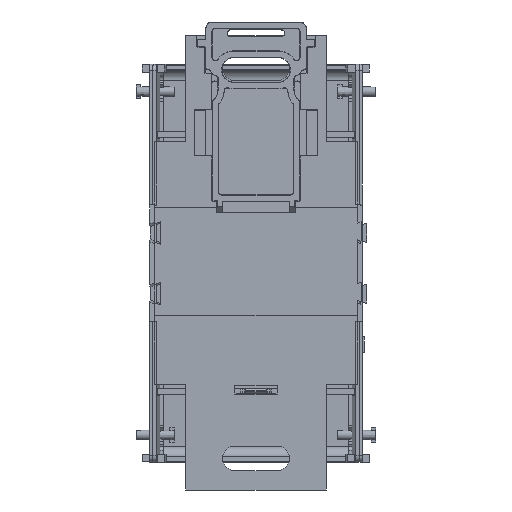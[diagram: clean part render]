
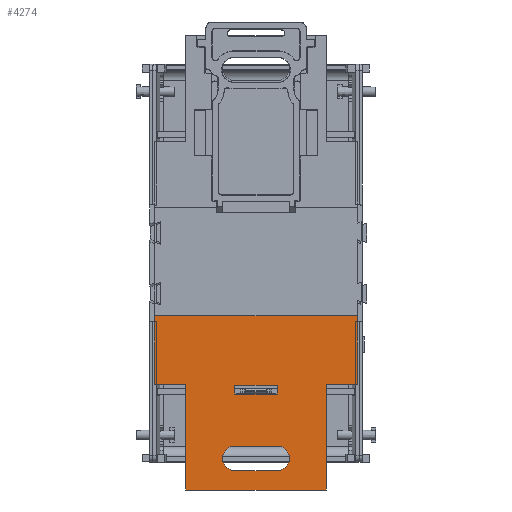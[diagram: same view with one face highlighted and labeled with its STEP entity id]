
A CAD part, front view. The second image highlights one B-rep face of the part: STEP entity #4274.
In plain terms, the highlighted planar face has unit normal (0, -1, 0).
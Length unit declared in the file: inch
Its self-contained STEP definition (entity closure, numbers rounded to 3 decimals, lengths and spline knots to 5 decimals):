
#487 = VECTOR ( 'NONE', #10076, 39.37008 ) ;
#858 = VECTOR ( 'NONE', #21753, 39.37008 ) ;
#865 = CARTESIAN_POINT ( 'NONE',  ( -0.26378, -0.60039, -2.25984 ) ) ;
#957 = VECTOR ( 'NONE', #6780, 39.37008 ) ;
#1202 = VECTOR ( 'NONE', #7764, 39.37008 ) ;
#1553 = ORIENTED_EDGE ( 'NONE', *, *, #21551, .F. ) ;
#1612 = DIRECTION ( 'NONE',  ( 0., 0., 1. ) ) ;
#1756 = CARTESIAN_POINT ( 'NONE',  ( -0.26378, -0.60039, -0.64961 ) ) ;
#1941 = VECTOR ( 'NONE', #5344, 39.37008 ) ;
#2155 = EDGE_CURVE ( 'NONE', #2869, #5037, #7772, .T. ) ;
#2198 = CARTESIAN_POINT ( 'NONE',  ( 1.25, -0.60039, -1.50649 ) ) ;
#2346 = ORIENTED_EDGE ( 'NONE', *, *, #24625, .F. ) ;
#2579 = VERTEX_POINT ( 'NONE', #865 ) ;
#2618 = VECTOR ( 'NONE', #26978, 39.37008 ) ;
#2869 = VERTEX_POINT ( 'NONE', #15406 ) ;
#3056 = LINE ( 'NONE', #1756, #2618 ) ;
#4111 = ORIENTED_EDGE ( 'NONE', *, *, #16078, .F. ) ;
#4114 = VERTEX_POINT ( 'NONE', #16766 ) ;
#4274 = ADVANCED_FACE ( 'NONE', ( #25354, #14698, #6357 ), #8840, .F. ) ;
#5037 = VERTEX_POINT ( 'NONE', #14625 ) ;
#5200 = EDGE_CURVE ( 'NONE', #15390, #20890, #20130, .T. ) ;
#5287 = VECTOR ( 'NONE', #27148, 39.37008 ) ;
#5344 = DIRECTION ( 'NONE',  ( 0., 0., -1. ) ) ;
#5385 = EDGE_CURVE ( 'NONE', #13706, #11576, #3056, .T. ) ;
#5798 = EDGE_CURVE ( 'NONE', #20890, #13116, #24871, .T. ) ;
#5956 = CARTESIAN_POINT ( 'NONE',  ( 0.86614, -0.60039, -1.5 ) ) ;
#6164 = LINE ( 'NONE', #22804, #25107 ) ;
#6214 = AXIS2_PLACEMENT_3D ( 'NONE', #20191, #24894, #1612 ) ;
#6357 = FACE_BOUND ( 'NONE', #19702, .T. ) ;
#6425 = EDGE_CURVE ( 'NONE', #19547, #13706, #21191, .T. ) ;
#6650 = EDGE_CURVE ( 'NONE', #2579, #26542, #11974, .T. ) ;
#6772 = DIRECTION ( 'NONE',  ( 0., 1., 0. ) ) ;
#6780 = DIRECTION ( 'NONE',  ( 0., 0., 1. ) ) ;
#7082 = VECTOR ( 'NONE', #26441, 39.37008 ) ;
#7422 = AXIS2_PLACEMENT_3D ( 'NONE', #14830, #6772, #12476 ) ;
#7764 = DIRECTION ( 'NONE',  ( 0., 0., 1. ) ) ;
#7772 = CIRCLE ( 'NONE', #27258, 0.14961 ) ;
#8297 = ORIENTED_EDGE ( 'NONE', *, *, #6425, .F. ) ;
#8367 = CARTESIAN_POINT ( 'NONE',  ( -0.86614, -0.60039, -1.5 ) ) ;
#8483 = ORIENTED_EDGE ( 'NONE', *, *, #26262, .F. ) ;
#8840 = PLANE ( 'NONE',  #7422 ) ;
#9204 = CARTESIAN_POINT ( 'NONE',  ( -1.25, -0.60039, -1.5 ) ) ;
#9520 = CARTESIAN_POINT ( 'NONE',  ( 1.25, -0.60039, -1.61673 ) ) ;
#9565 = ORIENTED_EDGE ( 'NONE', *, *, #17365, .F. ) ;
#10063 = EDGE_CURVE ( 'NONE', #5037, #2579, #13518, .T. ) ;
#10076 = DIRECTION ( 'NONE',  ( 1., 0., 0. ) ) ;
#10460 = CARTESIAN_POINT ( 'NONE',  ( 0.26378, -0.60039, -1.50649 ) ) ;
#10761 = DIRECTION ( 'NONE',  ( -1., 0., 0. ) ) ;
#11177 = DIRECTION ( 'NONE',  ( 0., -1., 0. ) ) ;
#11501 = CARTESIAN_POINT ( 'NONE',  ( -1.25, -0.60039, -0.64961 ) ) ;
#11552 = DIRECTION ( 'NONE',  ( 0., 0., -1. ) ) ;
#11567 = ORIENTED_EDGE ( 'NONE', *, *, #15670, .F. ) ;
#11576 = VERTEX_POINT ( 'NONE', #15207 ) ;
#11604 = DIRECTION ( 'NONE',  ( 1., 0., 0. ) ) ;
#11974 = CIRCLE ( 'NONE', #6214, 0.14961 ) ;
#12039 = LINE ( 'NONE', #16190, #7082 ) ;
#12088 = LINE ( 'NONE', #26767, #1202 ) ;
#12476 = DIRECTION ( 'NONE',  ( 0., 0., 1. ) ) ;
#12634 = EDGE_CURVE ( 'NONE', #13116, #21773, #26280, .T. ) ;
#12985 = DIRECTION ( 'NONE',  ( 0., 0., 1. ) ) ;
#13116 = VERTEX_POINT ( 'NONE', #5956 ) ;
#13518 = LINE ( 'NONE', #13911, #19988 ) ;
#13701 = VECTOR ( 'NONE', #24453, 39.37008 ) ;
#13706 = VERTEX_POINT ( 'NONE', #19923 ) ;
#13911 = CARTESIAN_POINT ( 'NONE',  ( 1.25, -0.60039, -2.25984 ) ) ;
#13914 = ORIENTED_EDGE ( 'NONE', *, *, #5385, .F. ) ;
#14361 = CARTESIAN_POINT ( 'NONE',  ( 0.86614, -0.60039, -2.79921 ) ) ;
#14526 = EDGE_LOOP ( 'NONE', ( #11567, #2346, #15410, #27250, #16007, #4111, #1553, #24427 ) ) ;
#14625 = CARTESIAN_POINT ( 'NONE',  ( 0.26378, -0.60039, -2.25984 ) ) ;
#14698 = FACE_BOUND ( 'NONE', #24666, .T. ) ;
#14830 = CARTESIAN_POINT ( 'NONE',  ( 1.25, -0.60039, -0.64961 ) ) ;
#14926 = EDGE_CURVE ( 'NONE', #22628, #17641, #25721, .T. ) ;
#14929 = CARTESIAN_POINT ( 'NONE',  ( 1.25, -0.60039, -1.5 ) ) ;
#14933 = ORIENTED_EDGE ( 'NONE', *, *, #10063, .F. ) ;
#15207 = CARTESIAN_POINT ( 'NONE',  ( -0.26378, -0.60039, -1.61673 ) ) ;
#15390 = VERTEX_POINT ( 'NONE', #19049 ) ;
#15406 = CARTESIAN_POINT ( 'NONE',  ( 0.26378, -0.60039, -2.55906 ) ) ;
#15410 = ORIENTED_EDGE ( 'NONE', *, *, #12634, .F. ) ;
#15479 = VERTEX_POINT ( 'NONE', #17918 ) ;
#15670 = EDGE_CURVE ( 'NONE', #15479, #22628, #12088, .T. ) ;
#15760 = LINE ( 'NONE', #22125, #25510 ) ;
#15785 = LINE ( 'NONE', #19538, #957 ) ;
#16007 = ORIENTED_EDGE ( 'NONE', *, *, #5200, .F. ) ;
#16078 = EDGE_CURVE ( 'NONE', #27195, #15390, #15760, .T. ) ;
#16190 = CARTESIAN_POINT ( 'NONE',  ( 1.25, -0.60039, -2.79921 ) ) ;
#16642 = VECTOR ( 'NONE', #10761, 39.37008 ) ;
#16766 = CARTESIAN_POINT ( 'NONE',  ( 0.26378, -0.60039, -1.61673 ) ) ;
#17365 = EDGE_CURVE ( 'NONE', #26542, #2869, #6164, .T. ) ;
#17641 = VERTEX_POINT ( 'NONE', #9204 ) ;
#17660 = ORIENTED_EDGE ( 'NONE', *, *, #6650, .F. ) ;
#17918 = CARTESIAN_POINT ( 'NONE',  ( -0.86614, -0.60039, -2.79921 ) ) ;
#18400 = LINE ( 'NONE', #9520, #487 ) ;
#18506 = CARTESIAN_POINT ( 'NONE',  ( 1.25, -0.60039, -1.5 ) ) ;
#18909 = ORIENTED_EDGE ( 'NONE', *, *, #2155, .F. ) ;
#19049 = CARTESIAN_POINT ( 'NONE',  ( 1.25, -0.60039, -0.64961 ) ) ;
#19308 = CARTESIAN_POINT ( 'NONE',  ( -1.25, -0.60039, -0.64961 ) ) ;
#19538 = CARTESIAN_POINT ( 'NONE',  ( 0.26378, -0.60039, -0.64961 ) ) ;
#19547 = VERTEX_POINT ( 'NONE', #10460 ) ;
#19702 = EDGE_LOOP ( 'NONE', ( #17660, #14933, #18909, #9565 ) ) ;
#19923 = CARTESIAN_POINT ( 'NONE',  ( -0.26378, -0.60039, -1.50649 ) ) ;
#19988 = VECTOR ( 'NONE', #24438, 39.37008 ) ;
#20130 = LINE ( 'NONE', #24276, #26072 ) ;
#20191 = CARTESIAN_POINT ( 'NONE',  ( -0.26378, -0.60039, -2.40945 ) ) ;
#20890 = VERTEX_POINT ( 'NONE', #22253 ) ;
#21191 = LINE ( 'NONE', #2198, #5287 ) ;
#21430 = ORIENTED_EDGE ( 'NONE', *, *, #25312, .F. ) ;
#21551 = EDGE_CURVE ( 'NONE', #17641, #27195, #21620, .T. ) ;
#21620 = LINE ( 'NONE', #11501, #858 ) ;
#21718 = CARTESIAN_POINT ( 'NONE',  ( 0.86614, -0.60039, -0.64961 ) ) ;
#21753 = DIRECTION ( 'NONE',  ( 0., 0., 1. ) ) ;
#21773 = VERTEX_POINT ( 'NONE', #14361 ) ;
#22125 = CARTESIAN_POINT ( 'NONE',  ( 1.25, -0.60039, -0.64961 ) ) ;
#22253 = CARTESIAN_POINT ( 'NONE',  ( 1.25, -0.60039, -1.5 ) ) ;
#22525 = DIRECTION ( 'NONE',  ( 1., 0., 0. ) ) ;
#22628 = VERTEX_POINT ( 'NONE', #8367 ) ;
#22804 = CARTESIAN_POINT ( 'NONE',  ( 1.25, -0.60039, -2.55906 ) ) ;
#23633 = CARTESIAN_POINT ( 'NONE',  ( 0.26378, -0.60039, -2.40945 ) ) ;
#24276 = CARTESIAN_POINT ( 'NONE',  ( 1.25, -0.60039, -0.64961 ) ) ;
#24427 = ORIENTED_EDGE ( 'NONE', *, *, #14926, .F. ) ;
#24438 = DIRECTION ( 'NONE',  ( -1., 0., 0. ) ) ;
#24453 = DIRECTION ( 'NONE',  ( -1., 0., 0. ) ) ;
#24625 = EDGE_CURVE ( 'NONE', #21773, #15479, #12039, .T. ) ;
#24666 = EDGE_LOOP ( 'NONE', ( #13914, #8297, #8483, #21430 ) ) ;
#24871 = LINE ( 'NONE', #18506, #13701 ) ;
#24894 = DIRECTION ( 'NONE',  ( 0., -1., 0. ) ) ;
#25107 = VECTOR ( 'NONE', #22525, 39.37008 ) ;
#25312 = EDGE_CURVE ( 'NONE', #11576, #4114, #18400, .T. ) ;
#25354 = FACE_OUTER_BOUND ( 'NONE', #14526, .T. ) ;
#25510 = VECTOR ( 'NONE', #11604, 39.37008 ) ;
#25601 = CARTESIAN_POINT ( 'NONE',  ( -0.26378, -0.60039, -2.55906 ) ) ;
#25721 = LINE ( 'NONE', #14929, #16642 ) ;
#26072 = VECTOR ( 'NONE', #11552, 39.37008 ) ;
#26262 = EDGE_CURVE ( 'NONE', #4114, #19547, #15785, .T. ) ;
#26280 = LINE ( 'NONE', #21718, #1941 ) ;
#26441 = DIRECTION ( 'NONE',  ( -1., 0., 0. ) ) ;
#26542 = VERTEX_POINT ( 'NONE', #25601 ) ;
#26767 = CARTESIAN_POINT ( 'NONE',  ( -0.86614, -0.60039, -0.64961 ) ) ;
#26978 = DIRECTION ( 'NONE',  ( 0., 0., -1. ) ) ;
#27148 = DIRECTION ( 'NONE',  ( -1., 0., 0. ) ) ;
#27195 = VERTEX_POINT ( 'NONE', #19308 ) ;
#27250 = ORIENTED_EDGE ( 'NONE', *, *, #5798, .F. ) ;
#27258 = AXIS2_PLACEMENT_3D ( 'NONE', #23633, #11177, #12985 ) ;
